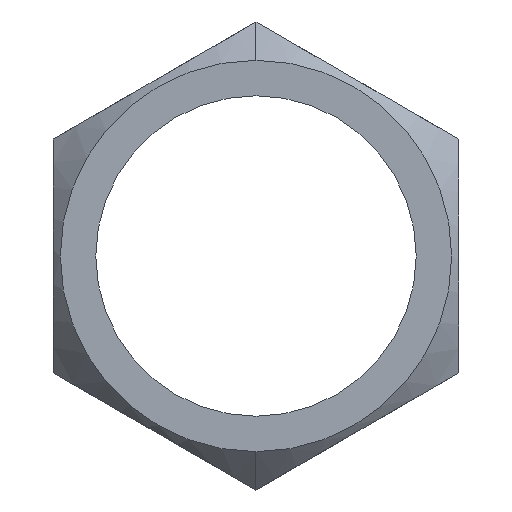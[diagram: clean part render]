
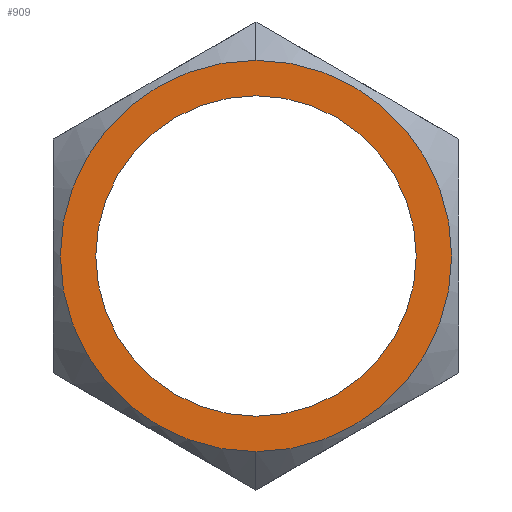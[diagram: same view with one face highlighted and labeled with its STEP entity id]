
A CAD part, left-side view. The second image highlights one B-rep face of the part: STEP entity #909.
In plain terms, the highlighted planar face has unit normal (-1, 0, 0).
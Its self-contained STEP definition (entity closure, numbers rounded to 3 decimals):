
#27 = DIRECTION ( 'NONE',  ( -1., 0., 0. ) ) ;
#91 = FACE_OUTER_BOUND ( 'NONE', #2238, .T. ) ;
#295 = CARTESIAN_POINT ( 'NONE',  ( -15., 0., -35.724 ) ) ;
#344 = AXIS2_PLACEMENT_3D ( 'NONE', #1237, #873, #3801 ) ;
#385 = CIRCLE ( 'NONE', #4287, 29.25 ) ;
#732 = CARTESIAN_POINT ( 'NONE',  ( -15., 0., 29.25 ) ) ;
#743 = VERTEX_POINT ( 'NONE', #732 ) ;
#873 = DIRECTION ( 'NONE',  ( 1., 0., 0. ) ) ;
#909 = ADVANCED_FACE ( 'NONE', ( #1960, #91 ), #3847, .F. ) ;
#1237 = CARTESIAN_POINT ( 'NONE',  ( -15., 0., 0. ) ) ;
#1374 = DIRECTION ( 'NONE',  ( -1., 0., 0. ) ) ;
#1549 = DIRECTION ( 'NONE',  ( 0., 0., -1. ) ) ;
#1652 = ORIENTED_EDGE ( 'NONE', *, *, #2773, .T. ) ;
#1755 = DIRECTION ( 'NONE',  ( 0., 0., 1. ) ) ;
#1846 = DIRECTION ( 'NONE',  ( 0., 0., 1. ) ) ;
#1960 = FACE_BOUND ( 'NONE', #3137, .T. ) ;
#2159 = ORIENTED_EDGE ( 'NONE', *, *, #4122, .T. ) ;
#2238 = EDGE_LOOP ( 'NONE', ( #4439, #1652 ) ) ;
#2438 = DIRECTION ( 'NONE',  ( 1., 0., 0. ) ) ;
#2490 = CARTESIAN_POINT ( 'NONE',  ( -15., 0., 0. ) ) ;
#2505 = CARTESIAN_POINT ( 'NONE',  ( -15., 0., 0. ) ) ;
#2526 = CARTESIAN_POINT ( 'NONE',  ( -15., 0., 0. ) ) ;
#2722 = CARTESIAN_POINT ( 'NONE',  ( -15., 0., -29.25 ) ) ;
#2773 = EDGE_CURVE ( 'NONE', #2775, #2823, #4093, .T. ) ;
#2775 = VERTEX_POINT ( 'NONE', #2855 ) ;
#2823 = VERTEX_POINT ( 'NONE', #295 ) ;
#2855 = CARTESIAN_POINT ( 'NONE',  ( -15., 0., 35.724 ) ) ;
#2924 = CARTESIAN_POINT ( 'NONE',  ( -15., 0., 0. ) ) ;
#3135 = EDGE_CURVE ( 'NONE', #2823, #2775, #4658, .T. ) ;
#3137 = EDGE_LOOP ( 'NONE', ( #2159, #3324 ) ) ;
#3324 = ORIENTED_EDGE ( 'NONE', *, *, #3743, .T. ) ;
#3331 = VERTEX_POINT ( 'NONE', #2722 ) ;
#3685 = DIRECTION ( 'NONE',  ( 1., 0., 0. ) ) ;
#3743 = EDGE_CURVE ( 'NONE', #3331, #743, #4674, .T. ) ;
#3801 = DIRECTION ( 'NONE',  ( 0., 0., -1. ) ) ;
#3847 = PLANE ( 'NONE',  #344 ) ;
#4010 = AXIS2_PLACEMENT_3D ( 'NONE', #2490, #1374, #1755 ) ;
#4069 = AXIS2_PLACEMENT_3D ( 'NONE', #2924, #3685, #1549 ) ;
#4093 = CIRCLE ( 'NONE', #4010, 35.724 ) ;
#4122 = EDGE_CURVE ( 'NONE', #743, #3331, #385, .T. ) ;
#4274 = AXIS2_PLACEMENT_3D ( 'NONE', #2526, #27, #1846 ) ;
#4287 = AXIS2_PLACEMENT_3D ( 'NONE', #2505, #2438, #4633 ) ;
#4439 = ORIENTED_EDGE ( 'NONE', *, *, #3135, .T. ) ;
#4633 = DIRECTION ( 'NONE',  ( 0., 0., -1. ) ) ;
#4658 = CIRCLE ( 'NONE', #4274, 35.724 ) ;
#4674 = CIRCLE ( 'NONE', #4069, 29.25 ) ;
